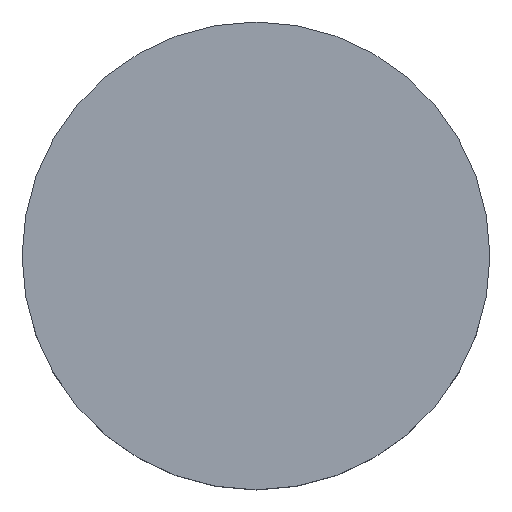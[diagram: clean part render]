
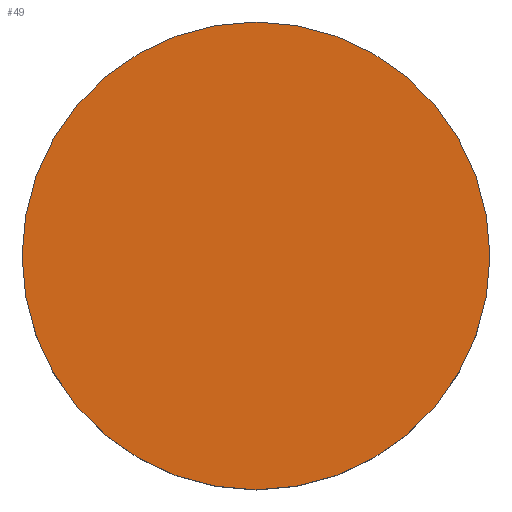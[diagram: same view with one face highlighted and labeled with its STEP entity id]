
A CAD part, top view. The second image highlights one B-rep face of the part: STEP entity #49.
In plain terms, the highlighted planar face has unit normal (0, 0, 1).
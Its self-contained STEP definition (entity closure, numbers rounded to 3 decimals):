
#2 = DIRECTION ( 'NONE',  ( 0., 0., 1. ) ) ;
#6 = DIRECTION ( 'NONE',  ( 1., 0., 0. ) ) ;
#27 = AXIS2_PLACEMENT_3D ( 'NONE', #109, #2, #169 ) ;
#28 = CARTESIAN_POINT ( 'NONE',  ( 0., 0., 2.8 ) ) ;
#44 = FACE_OUTER_BOUND ( 'NONE', #96, .T. ) ;
#49 = ADVANCED_FACE ( 'NONE', ( #44 ), #222, .T. ) ;
#66 = CARTESIAN_POINT ( 'NONE',  ( 0., 0., 2.8 ) ) ;
#71 = AXIS2_PLACEMENT_3D ( 'NONE', #66, #206, #6 ) ;
#86 = ORIENTED_EDGE ( 'NONE', *, *, #175, .F. ) ;
#89 = ORIENTED_EDGE ( 'NONE', *, *, #104, .F. ) ;
#96 = EDGE_LOOP ( 'NONE', ( #86, #89 ) ) ;
#104 = EDGE_CURVE ( 'NONE', #184, #147, #192, .T. ) ;
#109 = CARTESIAN_POINT ( 'NONE',  ( 0., 26.112, 2.8 ) ) ;
#117 = CARTESIAN_POINT ( 'NONE',  ( -12.7, 0., 2.8 ) ) ;
#132 = AXIS2_PLACEMENT_3D ( 'NONE', #28, #209, #171 ) ;
#147 = VERTEX_POINT ( 'NONE', #191 ) ;
#169 = DIRECTION ( 'NONE',  ( 1., 0., 0. ) ) ;
#171 = DIRECTION ( 'NONE',  ( 1., 0., 0. ) ) ;
#175 = EDGE_CURVE ( 'NONE', #147, #184, #200, .T. ) ;
#184 = VERTEX_POINT ( 'NONE', #117 ) ;
#191 = CARTESIAN_POINT ( 'NONE',  ( 12.7, 0., 2.8 ) ) ;
#192 = CIRCLE ( 'NONE', #71, 12.7 ) ;
#200 = CIRCLE ( 'NONE', #132, 12.7 ) ;
#206 = DIRECTION ( 'NONE',  ( 0., 0., -1. ) ) ;
#209 = DIRECTION ( 'NONE',  ( 0., 0., -1. ) ) ;
#222 = PLANE ( 'NONE',  #27 ) ;
